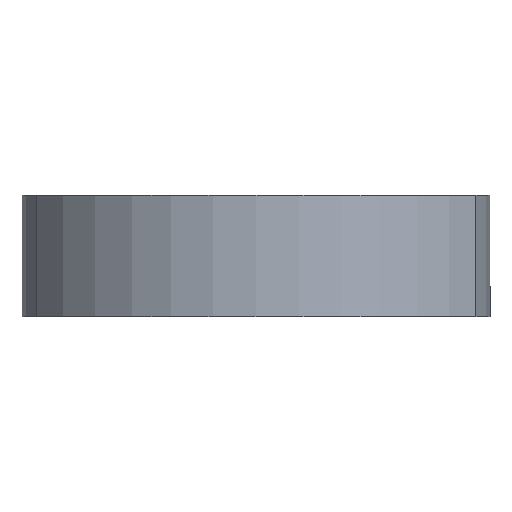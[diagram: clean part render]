
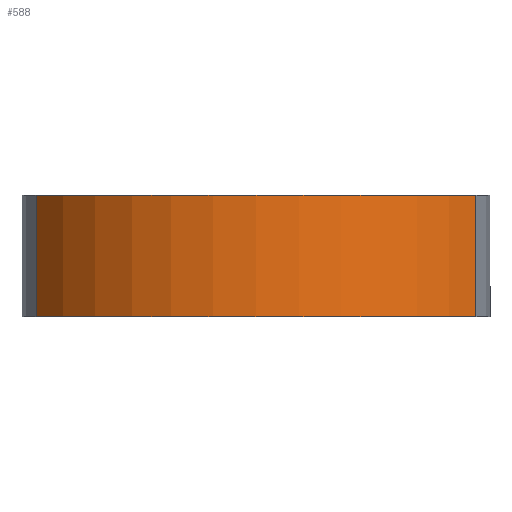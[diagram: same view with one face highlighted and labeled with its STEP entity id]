
A CAD part, left-side view. The second image highlights one B-rep face of the part: STEP entity #588.
In plain terms, the highlighted cylindrical face has radius 57 mm (diameter 114 mm), a partial arc.
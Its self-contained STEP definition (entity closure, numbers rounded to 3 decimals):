
#68=FACE_OUTER_BOUND('',#97,.T.);
#97=EDGE_LOOP('',(#470,#471,#472,#473));
#159=LINE('',#976,#202);
#160=LINE('',#982,#203);
#202=VECTOR('',#805,10.);
#203=VECTOR('',#812,10.);
#245=CIRCLE('',#652,57.);
#246=CIRCLE('',#653,57.);
#293=VERTEX_POINT('',#969);
#296=VERTEX_POINT('',#974);
#297=VERTEX_POINT('',#978);
#298=VERTEX_POINT('',#980);
#369=EDGE_CURVE('',#293,#296,#159,.T.);
#370=EDGE_CURVE('',#297,#293,#245,.T.);
#371=EDGE_CURVE('',#298,#296,#246,.T.);
#372=EDGE_CURVE('',#297,#298,#160,.T.);
#470=ORIENTED_EDGE('',*,*,#370,.T.);
#471=ORIENTED_EDGE('',*,*,#369,.T.);
#472=ORIENTED_EDGE('',*,*,#371,.F.);
#473=ORIENTED_EDGE('',*,*,#372,.F.);
#564=CYLINDRICAL_SURFACE('',#651,57.);
#588=ADVANCED_FACE('',(#68),#564,.T.);
#651=AXIS2_PLACEMENT_3D('',#977,#806,#807);
#652=AXIS2_PLACEMENT_3D('',#979,#808,#809);
#653=AXIS2_PLACEMENT_3D('',#981,#810,#811);
#805=DIRECTION('',(0.,0.,1.));
#806=DIRECTION('center_axis',(0.,0.,1.));
#807=DIRECTION('ref_axis',(-0.566,0.825,0.));
#808=DIRECTION('center_axis',(0.,0.,
1.));
#809=DIRECTION('ref_axis',(-0.566,0.825,0.));
#810=DIRECTION('center_axis',(0.,0.,
1.));
#811=DIRECTION('ref_axis',(-0.566,0.825,0.));
#812=DIRECTION('',(0.,0.,1.));
#969=CARTESIAN_POINT('',(-32.249,-47.,-43.523));
#974=CARTESIAN_POINT('',(-32.249,-47.,-17.523));
#976=CARTESIAN_POINT('',(-32.249,-47.,-43.523));
#977=CARTESIAN_POINT('Origin',(0.,0.,-43.523));
#978=CARTESIAN_POINT('',(-32.249,47.,-43.523));
#979=CARTESIAN_POINT('Origin',(0.,0.,-43.523));
#980=CARTESIAN_POINT('',(-32.249,47.,-17.523));
#981=CARTESIAN_POINT('Origin',(0.,0.,-17.523));
#982=CARTESIAN_POINT('',(-32.249,47.,-43.523));
